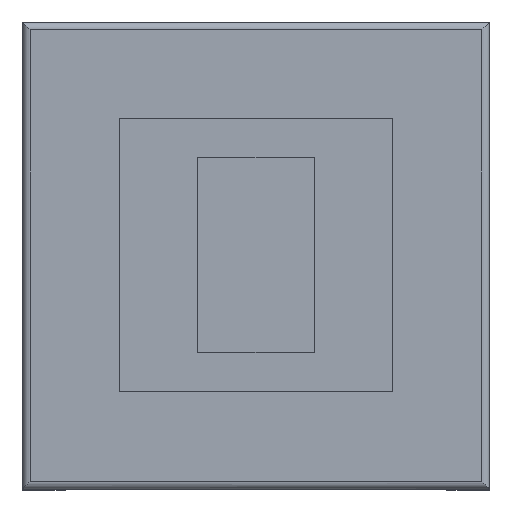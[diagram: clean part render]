
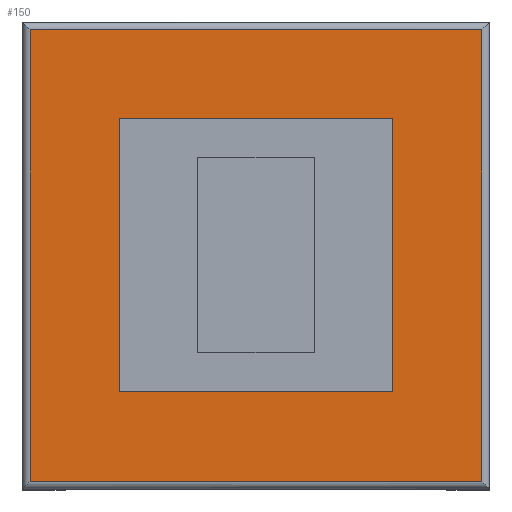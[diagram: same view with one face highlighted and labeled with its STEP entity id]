
A CAD part, top view. The second image highlights one B-rep face of the part: STEP entity #150.
In plain terms, the highlighted planar face has unit normal (0, 0, 1).
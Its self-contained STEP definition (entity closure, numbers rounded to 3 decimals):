
#150=ADVANCED_FACE('',(#338),#246,.T.);
#246=PLANE('',#1784);
#338=FACE_OUTER_BOUND('',#433,.T.);
#433=EDGE_LOOP('',(#660,#661,#662,#663));
#660=ORIENTED_EDGE('',*,*,#1173,.T.);
#661=ORIENTED_EDGE('',*,*,#1174,.T.);
#662=ORIENTED_EDGE('',*,*,#1175,.T.);
#663=ORIENTED_EDGE('',*,*,#1176,.T.);
#998=VERTEX_POINT('',#2444);
#999=VERTEX_POINT('',#2445);
#1000=VERTEX_POINT('',#2447);
#1001=VERTEX_POINT('',#2449);
#1173=EDGE_CURVE('',#998,#999,#1396,.T.);
#1174=EDGE_CURVE('',#999,#1000,#1397,.T.);
#1175=EDGE_CURVE('',#1000,#1001,#1398,.T.);
#1176=EDGE_CURVE('',#1001,#998,#1399,.T.);
#1396=LINE('',#2443,#1615);
#1397=LINE('',#2446,#1616);
#1398=LINE('',#2448,#1617);
#1399=LINE('',#2450,#1618);
#1615=VECTOR('',#2001,1.);
#1616=VECTOR('',#2002,1.);
#1617=VECTOR('',#2003,1.);
#1618=VECTOR('',#2004,1.);
#1784=AXIS2_PLACEMENT_3D('',#2451,#2005,#2006);
#2001=DIRECTION('',(0.,1.,0.));
#2002=DIRECTION('',(-1.,0.,0.));
#2003=DIRECTION('',(0.,-1.,0.));
#2004=DIRECTION('',(1.,0.,0.));
#2005=DIRECTION('',(0.,0.,1.));
#2006=DIRECTION('',(1.,0.,0.));
#2443=CARTESIAN_POINT('',(2.9,0.,5.8));
#2444=CARTESIAN_POINT('',(2.9,-2.9,5.8));
#2445=CARTESIAN_POINT('',(2.9,2.9,5.8));
#2446=CARTESIAN_POINT('',(0.,2.9,5.8));
#2447=CARTESIAN_POINT('',(-2.9,2.9,5.8));
#2448=CARTESIAN_POINT('',(-2.9,0.,5.8));
#2449=CARTESIAN_POINT('',(-2.9,-2.9,5.8));
#2450=CARTESIAN_POINT('',(0.,-2.9,5.8));
#2451=CARTESIAN_POINT('',(0.,0.,5.8));
